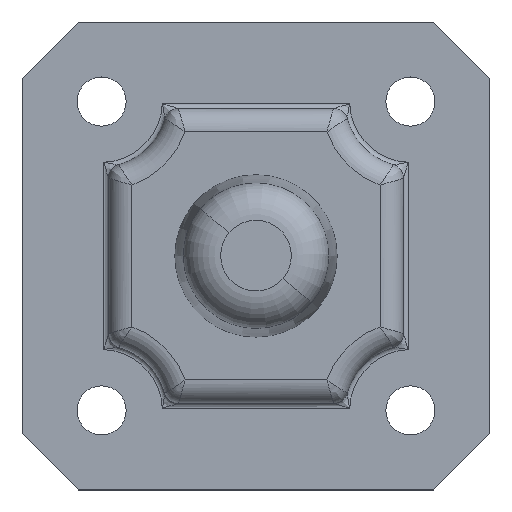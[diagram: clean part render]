
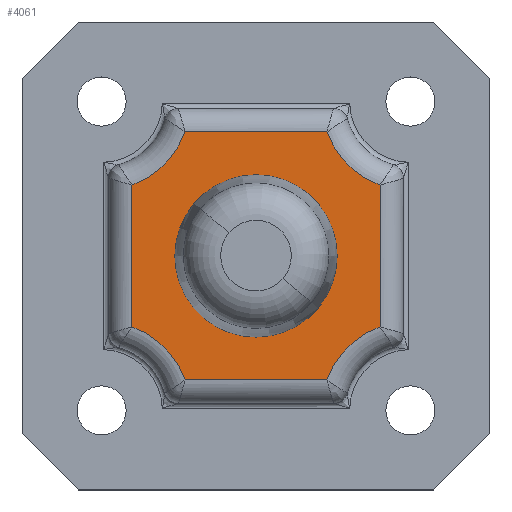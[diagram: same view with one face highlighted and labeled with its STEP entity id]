
A CAD part, top view. The second image highlights one B-rep face of the part: STEP entity #4061.
In plain terms, the highlighted planar face has unit normal (0, 0, 1).
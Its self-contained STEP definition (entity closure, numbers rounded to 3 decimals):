
#27 = DIRECTION ( 'NONE',  ( -1., 0., 0. ) ) ;
#43 = AXIS2_PLACEMENT_3D ( 'NONE', #3520, #2816, #886 ) ;
#44 = ORIENTED_EDGE ( 'NONE', *, *, #804, .T. ) ;
#83 = VERTEX_POINT ( 'NONE', #375 ) ;
#87 = EDGE_LOOP ( 'NONE', ( #2109, #3779, #1260, #594, #4085, #44, #1165, #1630 ) ) ;
#158 = CARTESIAN_POINT ( 'NONE',  ( 33., 26.5, 11. ) ) ;
#166 = VERTEX_POINT ( 'NONE', #1600 ) ;
#308 = CIRCLE ( 'NONE', #1753, 19. ) ;
#315 = EDGE_CURVE ( 'NONE', #4086, #2814, #1966, .T. ) ;
#373 = VECTOR ( 'NONE', #1179, 1000. ) ;
#375 = CARTESIAN_POINT ( 'NONE',  ( 15.146, -26.5, 11. ) ) ;
#548 = VERTEX_POINT ( 'NONE', #579 ) ;
#579 = CARTESIAN_POINT ( 'NONE',  ( 26.5, -15.146, 11. ) ) ;
#594 = ORIENTED_EDGE ( 'NONE', *, *, #1397, .T. ) ;
#602 = VERTEX_POINT ( 'NONE', #971 ) ;
#613 = LINE ( 'NONE', #3222, #1134 ) ;
#645 = CARTESIAN_POINT ( 'NONE',  ( -15.146, -26.5, 11. ) ) ;
#710 = DIRECTION ( 'NONE',  ( 0., 0., -1. ) ) ;
#727 = EDGE_CURVE ( 'NONE', #548, #2372, #2104, .T. ) ;
#804 = EDGE_CURVE ( 'NONE', #2814, #960, #613, .T. ) ;
#886 = DIRECTION ( 'NONE',  ( -1., 0., 0. ) ) ;
#901 = DIRECTION ( 'NONE',  ( -1., 0., 0. ) ) ;
#960 = VERTEX_POINT ( 'NONE', #3961 ) ;
#971 = CARTESIAN_POINT ( 'NONE',  ( 15.146, 26.5, 11. ) ) ;
#982 = ORIENTED_EDGE ( 'NONE', *, *, #2868, .T. ) ;
#1134 = VECTOR ( 'NONE', #2879, 1000. ) ;
#1136 = VECTOR ( 'NONE', #4058, 1000. ) ;
#1141 = EDGE_CURVE ( 'NONE', #166, #2147, #1402, .T. ) ;
#1165 = ORIENTED_EDGE ( 'NONE', *, *, #3697, .T. ) ;
#1179 = DIRECTION ( 'NONE',  ( 0., 1., 0. ) ) ;
#1246 = DIRECTION ( 'NONE',  ( 0., 0., -1. ) ) ;
#1260 = ORIENTED_EDGE ( 'NONE', *, *, #4106, .T. ) ;
#1306 = PLANE ( 'NONE',  #2735 ) ;
#1397 = EDGE_CURVE ( 'NONE', #602, #4086, #2754, .T. ) ;
#1402 = CIRCLE ( 'NONE', #3957, 7. ) ;
#1405 = DIRECTION ( 'NONE',  ( 1., 0., 0. ) ) ;
#1470 = CARTESIAN_POINT ( 'NONE',  ( 0., 0., 11. ) ) ;
#1489 = AXIS2_PLACEMENT_3D ( 'NONE', #2237, #1246, #901 ) ;
#1600 = CARTESIAN_POINT ( 'NONE',  ( 7., 0., 11. ) ) ;
#1630 = ORIENTED_EDGE ( 'NONE', *, *, #2686, .T. ) ;
#1660 = DIRECTION ( 'NONE',  ( 0., 0., -1. ) ) ;
#1753 = AXIS2_PLACEMENT_3D ( 'NONE', #3987, #710, #2369 ) ;
#1892 = DIRECTION ( 'NONE',  ( -1., 0., 0. ) ) ;
#1956 = CARTESIAN_POINT ( 'NONE',  ( -15.146, 26.5, 11. ) ) ;
#1966 = CIRCLE ( 'NONE', #43, 19. ) ;
#2030 = LINE ( 'NONE', #2768, #3762 ) ;
#2104 = LINE ( 'NONE', #4124, #373 ) ;
#2109 = ORIENTED_EDGE ( 'NONE', *, *, #2271, .T. ) ;
#2147 = VERTEX_POINT ( 'NONE', #4134 ) ;
#2215 = EDGE_LOOP ( 'NONE', ( #982, #3426 ) ) ;
#2232 = FACE_OUTER_BOUND ( 'NONE', #87, .T. ) ;
#2237 = CARTESIAN_POINT ( 'NONE',  ( -33., -33., 11. ) ) ;
#2265 = DIRECTION ( 'NONE',  ( -1., 0., 0. ) ) ;
#2271 = EDGE_CURVE ( 'NONE', #83, #548, #308, .T. ) ;
#2369 = DIRECTION ( 'NONE',  ( -1., 0., 0. ) ) ;
#2372 = VERTEX_POINT ( 'NONE', #3273 ) ;
#2386 = AXIS2_PLACEMENT_3D ( 'NONE', #1470, #2790, #27 ) ;
#2541 = DIRECTION ( 'NONE',  ( 0., 0., -1. ) ) ;
#2660 = CARTESIAN_POINT ( 'NONE',  ( 0., 0., 11. ) ) ;
#2686 = EDGE_CURVE ( 'NONE', #2950, #83, #2030, .T. ) ;
#2735 = AXIS2_PLACEMENT_3D ( 'NONE', #4234, #3513, #3881 ) ;
#2754 = LINE ( 'NONE', #158, #1136 ) ;
#2768 = CARTESIAN_POINT ( 'NONE',  ( 33., -26.5, 11. ) ) ;
#2790 = DIRECTION ( 'NONE',  ( 0., 0., -1. ) ) ;
#2814 = VERTEX_POINT ( 'NONE', #4139 ) ;
#2816 = DIRECTION ( 'NONE',  ( 0., 0., -1. ) ) ;
#2868 = EDGE_CURVE ( 'NONE', #2147, #166, #3344, .T. ) ;
#2879 = DIRECTION ( 'NONE',  ( 0., -1., 0. ) ) ;
#2903 = FACE_BOUND ( 'NONE', #2215, .T. ) ;
#2950 = VERTEX_POINT ( 'NONE', #645 ) ;
#3206 = CIRCLE ( 'NONE', #1489, 19. ) ;
#3222 = CARTESIAN_POINT ( 'NONE',  ( -26.5, 33., 11. ) ) ;
#3273 = CARTESIAN_POINT ( 'NONE',  ( 26.5, 15.146, 11. ) ) ;
#3344 = CIRCLE ( 'NONE', #2386, 7. ) ;
#3426 = ORIENTED_EDGE ( 'NONE', *, *, #1141, .T. ) ;
#3513 = DIRECTION ( 'NONE',  ( 0., 0., -1. ) ) ;
#3520 = CARTESIAN_POINT ( 'NONE',  ( -33., 33., 11. ) ) ;
#3630 = CIRCLE ( 'NONE', #4163, 19. ) ;
#3697 = EDGE_CURVE ( 'NONE', #960, #2950, #3206, .T. ) ;
#3762 = VECTOR ( 'NONE', #1405, 1000. ) ;
#3779 = ORIENTED_EDGE ( 'NONE', *, *, #727, .T. ) ;
#3881 = DIRECTION ( 'NONE',  ( -1., 0., 0. ) ) ;
#3957 = AXIS2_PLACEMENT_3D ( 'NONE', #2660, #1660, #2265 ) ;
#3961 = CARTESIAN_POINT ( 'NONE',  ( -26.5, -15.146, 11. ) ) ;
#3987 = CARTESIAN_POINT ( 'NONE',  ( 33., -33., 11. ) ) ;
#4058 = DIRECTION ( 'NONE',  ( -1., 0., 0. ) ) ;
#4061 = ADVANCED_FACE ( 'NONE', ( #2903, #2232 ), #1306, .F. ) ;
#4085 = ORIENTED_EDGE ( 'NONE', *, *, #315, .T. ) ;
#4086 = VERTEX_POINT ( 'NONE', #1956 ) ;
#4106 = EDGE_CURVE ( 'NONE', #2372, #602, #3630, .T. ) ;
#4124 = CARTESIAN_POINT ( 'NONE',  ( 26.5, 33., 11. ) ) ;
#4134 = CARTESIAN_POINT ( 'NONE',  ( -7., 0., 11. ) ) ;
#4139 = CARTESIAN_POINT ( 'NONE',  ( -26.5, 15.146, 11. ) ) ;
#4163 = AXIS2_PLACEMENT_3D ( 'NONE', #4208, #2541, #1892 ) ;
#4208 = CARTESIAN_POINT ( 'NONE',  ( 33., 33., 11. ) ) ;
#4234 = CARTESIAN_POINT ( 'NONE',  ( 33., 33., 11. ) ) ;
